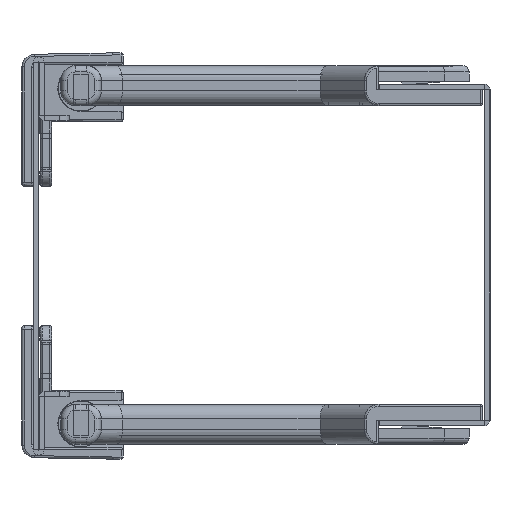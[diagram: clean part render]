
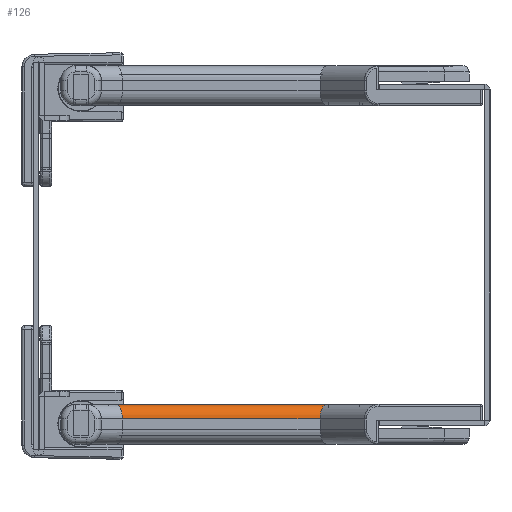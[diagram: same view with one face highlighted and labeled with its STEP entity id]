
A CAD part, left-side view. The second image highlights one B-rep face of the part: STEP entity #126.
In plain terms, the highlighted cylindrical face has radius 3.5 mm (diameter 7 mm), a partial arc.
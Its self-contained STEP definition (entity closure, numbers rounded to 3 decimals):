
#98 = CARTESIAN_POINT ( 'NONE',  ( -27.225, 57.4, 6. ) ) ;
#126 = ADVANCED_FACE ( 'NONE', ( #20419 ), #18416, .T. ) ;
#831 = ORIENTED_EDGE ( 'NONE', *, *, #3123, .F. ) ;
#1946 = CARTESIAN_POINT ( 'NONE',  ( -23.725, 58.85, 9.5 ) ) ;
#2094 = EDGE_CURVE ( 'NONE', #21522, #13974, #13462, .T. ) ;
#2573 = ORIENTED_EDGE ( 'NONE', *, *, #3435, .F. ) ;
#2754 = CARTESIAN_POINT ( 'NONE',  ( -27.225, 57.4, 6. ) ) ;
#3123 = EDGE_CURVE ( 'NONE', #13974, #8759, #5397, .T. ) ;
#3284 =( BOUNDED_CURVE ( )  B_SPLINE_CURVE ( 3, ( #1946, #7915, #11683, #98 ),
 .UNSPECIFIED., .F., .F. ) 
 B_SPLINE_CURVE_WITH_KNOTS ( ( 4, 4 ),
 ( 1.571, 3.142 ),
 .UNSPECIFIED. ) 
 CURVE ( )  GEOMETRIC_REPRESENTATION_ITEM ( )  RATIONAL_B_SPLINE_CURVE ( ( 1., 0.805, 0.805, 1. ) ) 
 REPRESENTATION_ITEM ( '' )  );
#3435 = EDGE_CURVE ( 'NONE', #21569, #21522, #26023, .T. ) ;
#4377 = CARTESIAN_POINT ( 'NONE',  ( -27.225, 10.5, 6. ) ) ;
#4463 = DIRECTION ( 'NONE',  ( 0., 1., 0. ) ) ;
#4918 = AXIS2_PLACEMENT_3D ( 'NONE', #8285, #21892, #11792 ) ;
#5397 = LINE ( 'NONE', #8309, #18661 ) ;
#5522 = ORIENTED_EDGE ( 'NONE', *, *, #25006, .T. ) ;
#7915 = CARTESIAN_POINT ( 'NONE',  ( -25.775, 58.001, 9.5 ) ) ;
#8285 = CARTESIAN_POINT ( 'NONE',  ( -23.725, 72., 6. ) ) ;
#8309 = CARTESIAN_POINT ( 'NONE',  ( -27.225, 72., 6. ) ) ;
#8759 = VERTEX_POINT ( 'NONE', #2754 ) ;
#9531 = CARTESIAN_POINT ( 'NONE',  ( -23.725, 58.85, 9.5 ) ) ;
#10051 = CARTESIAN_POINT ( 'NONE',  ( -27.225, 10.5, 8.05 ) ) ;
#10323 = CARTESIAN_POINT ( 'NONE',  ( -25.775, 9.824, 9.5 ) ) ;
#11683 = CARTESIAN_POINT ( 'NONE',  ( -27.225, 57.4, 8.05 ) ) ;
#11792 = DIRECTION ( 'NONE',  ( 0., 0., 1. ) ) ;
#13117 = EDGE_LOOP ( 'NONE', ( #5522, #831, #20742, #2573 ) ) ;
#13462 =( BOUNDED_CURVE ( )  B_SPLINE_CURVE ( 3, ( #16425, #10323, #10051, #18301 ),
 .UNSPECIFIED., .F., .T. ) 
 B_SPLINE_CURVE_WITH_KNOTS ( ( 4, 4 ),
 ( 1.571, 3.142 ),
 .UNSPECIFIED. ) 
 CURVE ( )  GEOMETRIC_REPRESENTATION_ITEM ( )  RATIONAL_B_SPLINE_CURVE ( ( 1., 0.805, 0.805, 1. ) ) 
 REPRESENTATION_ITEM ( '' )  );
#13638 = DIRECTION ( 'NONE',  ( 0., -1., 0. ) ) ;
#13974 = VERTEX_POINT ( 'NONE', #4377 ) ;
#16425 = CARTESIAN_POINT ( 'NONE',  ( -23.725, 8.869, 9.5 ) ) ;
#17379 = VECTOR ( 'NONE', #13638, 1000. ) ;
#18301 = CARTESIAN_POINT ( 'NONE',  ( -27.225, 10.5, 6. ) ) ;
#18416 = CYLINDRICAL_SURFACE ( 'NONE', #4918, 3.5 ) ;
#18661 = VECTOR ( 'NONE', #4463, 1000. ) ;
#20419 = FACE_OUTER_BOUND ( 'NONE', #13117, .T. ) ;
#20742 = ORIENTED_EDGE ( 'NONE', *, *, #2094, .F. ) ;
#21114 = CARTESIAN_POINT ( 'NONE',  ( -23.725, 8.869, 9.5 ) ) ;
#21522 = VERTEX_POINT ( 'NONE', #21114 ) ;
#21569 = VERTEX_POINT ( 'NONE', #9531 ) ;
#21892 = DIRECTION ( 'NONE',  ( 0., 1., 0. ) ) ;
#23490 = CARTESIAN_POINT ( 'NONE',  ( -23.725, 0., 9.5 ) ) ;
#25006 = EDGE_CURVE ( 'NONE', #21569, #8759, #3284, .T. ) ;
#26023 = LINE ( 'NONE', #23490, #17379 ) ;
